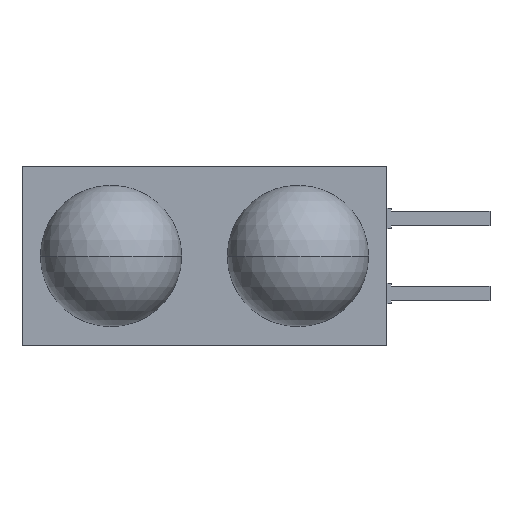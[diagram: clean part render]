
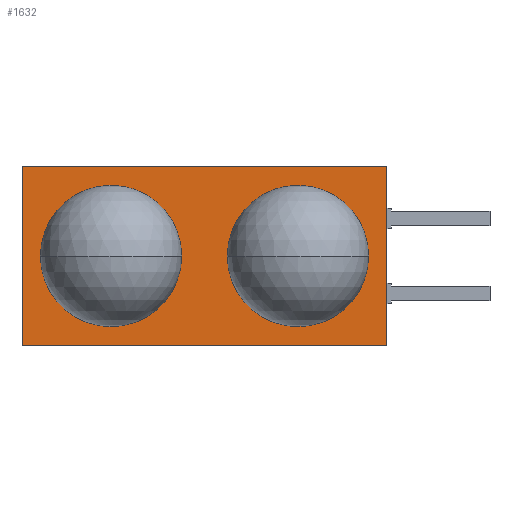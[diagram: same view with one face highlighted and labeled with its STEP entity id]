
A CAD part, left-side view. The second image highlights one B-rep face of the part: STEP entity #1632.
In plain terms, the highlighted planar face has unit normal (-1, 0, 0).
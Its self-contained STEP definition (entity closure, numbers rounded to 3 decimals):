
#549 = VERTEX_POINT ( 'NONE', #6095 ) ;
#599 = VERTEX_POINT ( 'NONE', #6221 ) ;
#600 = VERTEX_POINT ( 'NONE', #6220 ) ;
#620 = EDGE_CURVE ( 'NONE', #621, #549, #6297, .T. ) ;
#621 = VERTEX_POINT ( 'NONE', #6292 ) ;
#661 = EDGE_CURVE ( 'NONE', #600, #599, #6461, .T. ) ;
#957 = VERTEX_POINT ( 'NONE', #7553 ) ;
#970 = VERTEX_POINT ( 'NONE', #7530 ) ;
#977 = EDGE_CURVE ( 'NONE', #957, #970, #7582, .T. ) ;
#1555 = EDGE_CURVE ( 'NONE', #1556, #970, #9143, .T. ) ;
#1556 = VERTEX_POINT ( 'NONE', #9139 ) ;
#1632 = ADVANCED_FACE ( 'NONE', ( #9322, #9321, #9320 ), #9357, .T. ) ;
#1633 = EDGE_LOOP ( 'NONE', ( #1634, #1635 ) ) ;
#1634 = ORIENTED_EDGE ( 'NONE', *, *, #661, .T. ) ;
#1635 = ORIENTED_EDGE ( 'NONE', *, *, #1636, .T. ) ;
#1636 = EDGE_CURVE ( 'NONE', #599, #600, #9351, .T. ) ;
#1637 = EDGE_LOOP ( 'NONE', ( #1638, #1639, #1642, #1696 ) ) ;
#1638 = ORIENTED_EDGE ( 'NONE', *, *, #977, .F. ) ;
#1639 = ORIENTED_EDGE ( 'NONE', *, *, #1640, .F. ) ;
#1640 = EDGE_CURVE ( 'NONE', #1641, #957, #9347, .T. ) ;
#1641 = VERTEX_POINT ( 'NONE', #9343 ) ;
#1642 = ORIENTED_EDGE ( 'NONE', *, *, #1695, .T. ) ;
#1695 = EDGE_CURVE ( 'NONE', #1641, #1556, #9545, .T. ) ;
#1696 = ORIENTED_EDGE ( 'NONE', *, *, #1555, .T. ) ;
#1697 = EDGE_LOOP ( 'NONE', ( #1698, #1699 ) ) ;
#1698 = ORIENTED_EDGE ( 'NONE', *, *, #620, .T. ) ;
#1699 = ORIENTED_EDGE ( 'NONE', *, *, #1700, .T. ) ;
#1700 = EDGE_CURVE ( 'NONE', #549, #621, #9537, .T. ) ;
#6095 = CARTESIAN_POINT ( 'NONE',  ( 0., 9.375, 2.4 ) ) ;
#6220 = CARTESIAN_POINT ( 'NONE',  ( 0., 5.425, 0. ) ) ;
#6221 = CARTESIAN_POINT ( 'NONE',  ( 0., 0.625, 0. ) ) ;
#6292 = CARTESIAN_POINT ( 'NONE',  ( 0., 9.375, -2.4 ) ) ;
#6293 = DIRECTION ( 'NONE',  ( 0., 0., -1. ) ) ;
#6294 = DIRECTION ( 'NONE',  ( 1., 0., 0. ) ) ;
#6295 = CARTESIAN_POINT ( 'NONE',  ( 0., 9.375, 0. ) ) ;
#6296 = AXIS2_PLACEMENT_3D ( 'NONE', #6295, #6294, #6293 ) ;
#6297 = CIRCLE ( 'NONE', #6296, 2.4 ) ;
#6461 = CIRCLE ( 'NONE', #6509, 2.4 ) ;
#6481 = CARTESIAN_POINT ( 'NONE',  ( 0., 3.025, 0. ) ) ;
#6507 = DIRECTION ( 'NONE',  ( 0., 1., 0. ) ) ;
#6508 = DIRECTION ( 'NONE',  ( 1., 0., 0. ) ) ;
#6509 = AXIS2_PLACEMENT_3D ( 'NONE', #6481, #6508, #6507 ) ;
#7530 = CARTESIAN_POINT ( 'NONE',  ( 0., 0., 3.05 ) ) ;
#7553 = CARTESIAN_POINT ( 'NONE',  ( 0., 12.4, 3.05 ) ) ;
#7579 = DIRECTION ( 'NONE',  ( 0., -1., 0. ) ) ;
#7580 = VECTOR ( 'NONE', #7579, 1000. ) ;
#7581 = CARTESIAN_POINT ( 'NONE',  ( 0., 0., 3.05 ) ) ;
#7582 = LINE ( 'NONE', #7581, #7580 ) ;
#9139 = CARTESIAN_POINT ( 'NONE',  ( 0., 0., -3.05 ) ) ;
#9140 = DIRECTION ( 'NONE',  ( 0., 0., 1. ) ) ;
#9141 = VECTOR ( 'NONE', #9140, 1000. ) ;
#9142 = CARTESIAN_POINT ( 'NONE',  ( 0., 0., -3.05 ) ) ;
#9143 = LINE ( 'NONE', #9142, #9141 ) ;
#9320 = FACE_BOUND ( 'NONE', #1697, .T. ) ;
#9321 = FACE_OUTER_BOUND ( 'NONE', #1637, .T. ) ;
#9322 = FACE_BOUND ( 'NONE', #1633, .T. ) ;
#9343 = CARTESIAN_POINT ( 'NONE',  ( 0., 12.4, -3.05 ) ) ;
#9344 = DIRECTION ( 'NONE',  ( 0., 0., 1. ) ) ;
#9345 = VECTOR ( 'NONE', #9344, 1000. ) ;
#9346 = CARTESIAN_POINT ( 'NONE',  ( 0., 12.4, -3.05 ) ) ;
#9347 = LINE ( 'NONE', #9346, #9345 ) ;
#9348 = DIRECTION ( 'NONE',  ( 0., 1., 0. ) ) ;
#9349 = DIRECTION ( 'NONE',  ( 1., 0., 0. ) ) ;
#9350 = AXIS2_PLACEMENT_3D ( 'NONE', #9356, #9349, #9348 ) ;
#9351 = CIRCLE ( 'NONE', #9350, 2.4 ) ;
#9352 = DIRECTION ( 'NONE',  ( 0., 0., 1. ) ) ;
#9353 = DIRECTION ( 'NONE',  ( -1., 0., 0. ) ) ;
#9354 = CARTESIAN_POINT ( 'NONE',  ( 0., 0., -3.05 ) ) ;
#9355 = AXIS2_PLACEMENT_3D ( 'NONE', #9354, #9353, #9352 ) ;
#9356 = CARTESIAN_POINT ( 'NONE',  ( 0., 3.025, 0. ) ) ;
#9357 = PLANE ( 'NONE',  #9355 ) ;
#9534 = DIRECTION ( 'NONE',  ( 1., 0., 0. ) ) ;
#9535 = CARTESIAN_POINT ( 'NONE',  ( 0., 9.375, 0. ) ) ;
#9536 = AXIS2_PLACEMENT_3D ( 'NONE', #9535, #9534, #9587 ) ;
#9537 = CIRCLE ( 'NONE', #9536, 2.4 ) ;
#9538 = DIRECTION ( 'NONE',  ( 0., -1., 0. ) ) ;
#9539 = VECTOR ( 'NONE', #9538, 1000. ) ;
#9540 = CARTESIAN_POINT ( 'NONE',  ( 0., 0., -3.05 ) ) ;
#9545 = LINE ( 'NONE', #9540, #9539 ) ;
#9587 = DIRECTION ( 'NONE',  ( 0., 0., -1. ) ) ;
